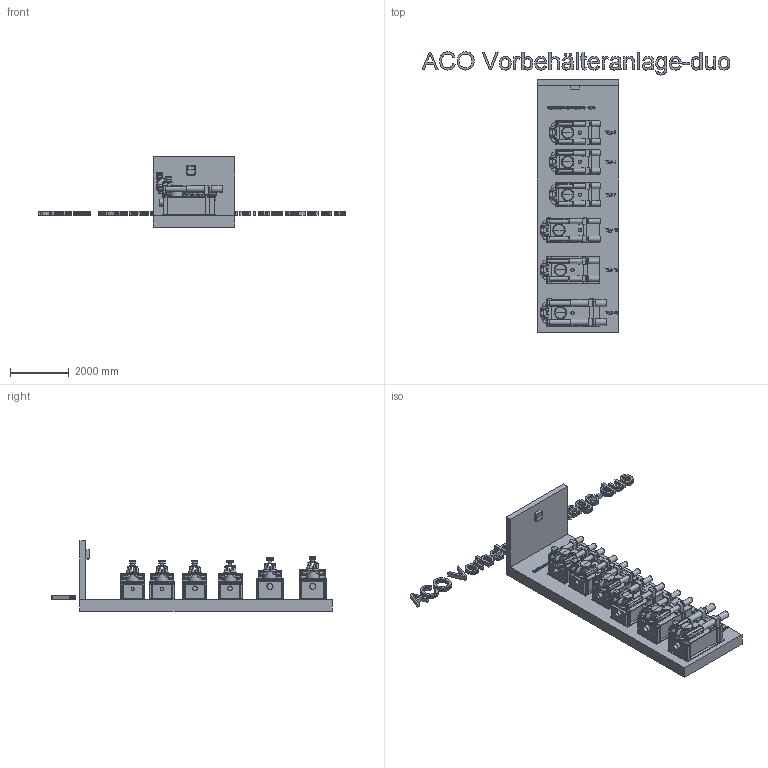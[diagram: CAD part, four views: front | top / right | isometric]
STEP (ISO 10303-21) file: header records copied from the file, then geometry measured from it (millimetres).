
FILE_DESCRIPTION(/* description */ (''),/* implementation_level */ '2;1');
FILE_NAME(/* name */ 'ACO Vorbehälteranlage-duo.s.iam.stp',/* time_stamp */ '2025-06-10T09:37:50+02:00',/* author */ ('AUnternaehrer'),/* organization */ (''),/* preprocessor_version */ 'ST-DEVELOPER v18.1',/* originating_system */ 'Autodesk Inventor 2022',/* authorisation */ '');
FILE_SCHEMA (('AUTOMOTIVE_DESIGN { 1 0 10303 214 3 1 1 }'));
Products named in the file (299): ACO Vorbehälteranlage-duo.s; ACO Vorbehälteranlage-duo; ACO Vorbehälteranlage-duo_1; ACO Vorbehälteranlage-duo_2; ACO Vorbehälteranlage-duo_3; ACO Vorbehälteranlage-duo_4; ACO Vorbehälteranlage-duo_5; ACO Vorbehälteranlage-duo_6; ACO Vorbehälteranlage-duo_7; ACO Vorbehälteranlage-duo_8; ACO Vorbehälteranlage-duo_9; ACO Vorbehälteranlage-duo_10; ACO Vorbehälteranlage-duo_11; ACO Vorbehälteranlage-duo_12; ACO Vorbehälteranlage-duo_13; ACO Vorbehälteranlage-duo_14; ACO Vorbehälteranlage-duo_15; ACO Vorbehälteranlage-duo_16; ACO Vorbehälteranlage-duo_17; ACO Vorbehälteranlage-duo_18; ACO Vorbehälteranlage-duo_19; ACO Vorbehälteranlage-duo_20; ACO Vorbehälteranlage-duo_21; ACO Vorbehälteranlage-duo_22; ACO Vorbehälteranlage-duo_23; ACO Vorbehälteranlage-duo_24; ACO Vorbehälteranlage-duo_25; ACO Vorbehälteranlage-duo_26; ACO Vorbehälteranlage-duo_27; ACO Vorbehälteranlage-duo_28; ACO Vorbehälteranlage-duo_29; ACO Vorbehälteranlage-duo_30; ACO Vorbehälteranlage-duo_31; ACO Vorbehälteranlage-duo_32; ACO Vorbehälteranlage-duo_33; ACO Vorbehälteranlage-duo_34; ACO Vorbehälteranlage-duo_35; ACO Vorbehälteranlage-duo_36; ACO Vorbehälteranlage-duo_37; ACO Vorbehälteranlage-duo_38 ...
Assembly tree (298 placements, depth 2):
  ACO Vorbehälteranlage-duo.s
    ACO Vorbehälteranlage-duo
    ACO Vorbehälteranlage-duo_1
    ACO Vorbehälteranlage-duo_2
    ACO Vorbehälteranlage-duo_3
    ACO Vorbehälteranlage-duo_4
    ACO Vorbehälteranlage-duo_5
    ACO Vorbehälteranlage-duo_6
    ACO Vorbehälteranlage-duo_7
    ACO Vorbehälteranlage-duo_8
    ACO Vorbehälteranlage-duo_9
    ACO Vorbehälteranlage-duo_10
    ACO Vorbehälteranlage-duo_11
    ACO Vorbehälteranlage-duo_12
    ACO Vorbehälteranlage-duo_13
    ACO Vorbehälteranlage-duo_14
    ACO Vorbehälteranlage-duo_15
    ACO Vorbehälteranlage-duo_16
    ACO Vorbehälteranlage-duo_17
    ACO Vorbehälteranlage-duo_18
    ACO Vorbehälteranlage-duo_19
    ACO Vorbehälteranlage-duo_20
    ACO Vorbehälteranlage-duo_21
    ACO Vorbehälteranlage-duo_22
    ACO Vorbehälteranlage-duo_23
    ACO Vorbehälteranlage-duo_24
    ACO Vorbehälteranlage-duo_25
    ACO Vorbehälteranlage-duo_26
    ACO Vorbehälteranlage-duo_27
    ACO Vorbehälteranlage-duo_28
    ACO Vorbehälteranlage-duo_29
    ACO Vorbehälteranlage-duo_30
    ACO Vorbehälteranlage-duo_31
    ACO Vorbehälteranlage-duo_32
    ACO Vorbehälteranlage-duo_33
    ACO Vorbehälteranlage-duo_34
    ACO Vorbehälteranlage-duo_35
    ACO Vorbehälteranlage-duo_36
    ACO Vorbehälteranlage-duo_37
    ACO Vorbehälteranlage-duo_38
    ACO Vorbehälteranlage-duo_39
    ACO Vorbehälteranlage-duo_40
    ACO Vorbehälteranlage-duo_41
    ACO Vorbehälteranlage-duo_42
    ACO Vorbehälteranlage-duo_43
    ACO Vorbehälteranlage-duo_44
    ACO Vorbehälteranlage-duo_45
    ACO Vorbehälteranlage-duo_46
    ACO Vorbehälteranlage-duo_47
    ACO Vorbehälteranlage-duo_48
    ACO Vorbehälteranlage-duo_49
    ACO Vorbehälteranlage-duo_50
    ACO Vorbehälteranlage-duo_51
    ACO Vorbehälteranlage-duo_52
    ACO Vorbehälteranlage-duo_53
    ACO Vorbehälteranlage-duo_54
    ACO Vorbehälteranlage-duo_55
    ACO Vorbehälteranlage-duo_56
    ACO Vorbehälteranlage-duo_57
    ACO Vorbehälteranlage-duo_58
Bounding box: 10495.53 x 9553.86 x 2400 mm (x, y, z)
Volume: 15906611567.3 mm3; surface area: 191987073.6 mm2
Topology: 425 solids, 425 shells, 4498 faces, 10746 edges, 7028 vertices
Faces by surface type: plane 3937, cylinder 375, bspline 96, cone 60, torus 30
Full cylindrical faces by diameter (mm): 14 x2, 20 x48, 30 x27, 75 x12, 76.1 x24, 100 x8, 106.501 x24, 110 x8, 110.227 x12, 127.5 x6, 135 x6, 140 x12, 145 x4, 150 x2, 151.72 x6, 155 x6, 160 x2, 165 x4, 180 x2, 183 x10, 190 x12, 200 x50, 206 x2, 210 x20, 230 x2, 374 x6, 388 x6, 405 x6, 420 x6
Entity records: 152835 total; most frequent: CARTESIAN_POINT 34161, DIRECTION 21704, ORIENTED_EDGE 21348, EDGE_CURVE 10674, LINE 9306, VECTOR 9306, VERTEX_POINT 7028, AXIS2_PLACEMENT_3D 6199
